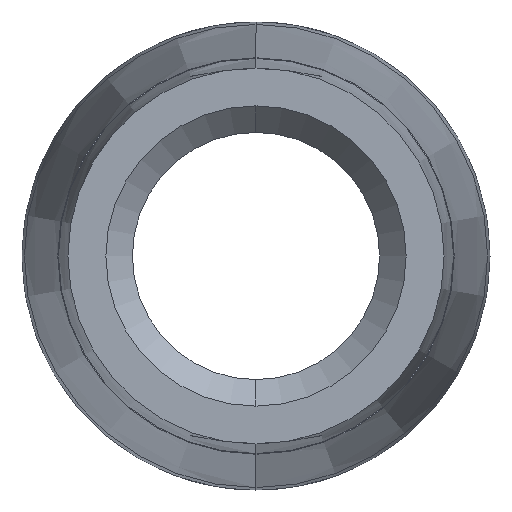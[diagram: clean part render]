
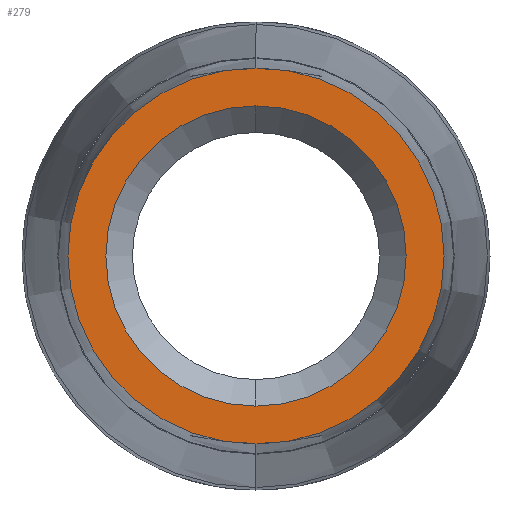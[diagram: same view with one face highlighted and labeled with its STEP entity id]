
A CAD part, left-side view. The second image highlights one B-rep face of the part: STEP entity #279.
In plain terms, the highlighted planar face has unit normal (-1, 0, 0).
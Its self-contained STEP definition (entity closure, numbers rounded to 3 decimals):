
#21 = DIRECTION ( 'NONE',  ( 0., 0., 1. ) ) ;
#32 = CARTESIAN_POINT ( 'NONE',  ( -95., 0., 0. ) ) ;
#69 = PLANE ( 'NONE',  #616 ) ;
#88 = FACE_OUTER_BOUND ( 'NONE', #516, .T. ) ;
#96 = EDGE_CURVE ( 'NONE', #830, #1656, #268, .T. ) ;
#113 = CARTESIAN_POINT ( 'NONE',  ( -95., 0., 10.65 ) ) ;
#268 = CIRCLE ( 'NONE', #913, 8.5 ) ;
#279 = ADVANCED_FACE ( 'NONE', ( #1115, #88 ), #69, .F. ) ;
#290 = CARTESIAN_POINT ( 'NONE',  ( -95., 0., 8.5 ) ) ;
#292 = CARTESIAN_POINT ( 'NONE',  ( -95., 0., 0. ) ) ;
#320 = DIRECTION ( 'NONE',  ( 1., 0., 0. ) ) ;
#451 = ORIENTED_EDGE ( 'NONE', *, *, #96, .T. ) ;
#486 = DIRECTION ( 'NONE',  ( 0., 0., -1. ) ) ;
#516 = EDGE_LOOP ( 'NONE', ( #730, #772 ) ) ;
#560 = AXIS2_PLACEMENT_3D ( 'NONE', #32, #1180, #21 ) ;
#582 = CARTESIAN_POINT ( 'NONE',  ( -95., 10.65, 0. ) ) ;
#595 = DIRECTION ( 'NONE',  ( 1., 0., 0. ) ) ;
#596 = DIRECTION ( 'NONE',  ( 1., 0., 0. ) ) ;
#616 = AXIS2_PLACEMENT_3D ( 'NONE', #582, #595, #874 ) ;
#707 = VERTEX_POINT ( 'NONE', #113 ) ;
#730 = ORIENTED_EDGE ( 'NONE', *, *, #1262, .T. ) ;
#752 = AXIS2_PLACEMENT_3D ( 'NONE', #292, #799, #1266 ) ;
#772 = ORIENTED_EDGE ( 'NONE', *, *, #1174, .T. ) ;
#799 = DIRECTION ( 'NONE',  ( -1., 0., 0. ) ) ;
#830 = VERTEX_POINT ( 'NONE', #1289 ) ;
#874 = DIRECTION ( 'NONE',  ( 0., 0., -1. ) ) ;
#913 = AXIS2_PLACEMENT_3D ( 'NONE', #1142, #320, #1192 ) ;
#1064 = CARTESIAN_POINT ( 'NONE',  ( -95., 0., -10.65 ) ) ;
#1085 = EDGE_LOOP ( 'NONE', ( #1490, #451 ) ) ;
#1115 = FACE_BOUND ( 'NONE', #1085, .T. ) ;
#1142 = CARTESIAN_POINT ( 'NONE',  ( -95., 0., 0. ) ) ;
#1174 = EDGE_CURVE ( 'NONE', #707, #1597, #1622, .T. ) ;
#1180 = DIRECTION ( 'NONE',  ( -1., 0., 0. ) ) ;
#1191 = AXIS2_PLACEMENT_3D ( 'NONE', #1665, #596, #486 ) ;
#1192 = DIRECTION ( 'NONE',  ( 0., 0., -1. ) ) ;
#1242 = CIRCLE ( 'NONE', #752, 10.65 ) ;
#1262 = EDGE_CURVE ( 'NONE', #1597, #707, #1242, .T. ) ;
#1266 = DIRECTION ( 'NONE',  ( 0., 0., 1. ) ) ;
#1289 = CARTESIAN_POINT ( 'NONE',  ( -95., 0., -8.5 ) ) ;
#1474 = EDGE_CURVE ( 'NONE', #1656, #830, #1626, .T. ) ;
#1490 = ORIENTED_EDGE ( 'NONE', *, *, #1474, .T. ) ;
#1597 = VERTEX_POINT ( 'NONE', #1064 ) ;
#1622 = CIRCLE ( 'NONE', #560, 10.65 ) ;
#1626 = CIRCLE ( 'NONE', #1191, 8.5 ) ;
#1656 = VERTEX_POINT ( 'NONE', #290 ) ;
#1665 = CARTESIAN_POINT ( 'NONE',  ( -95., 0., 0. ) ) ;
